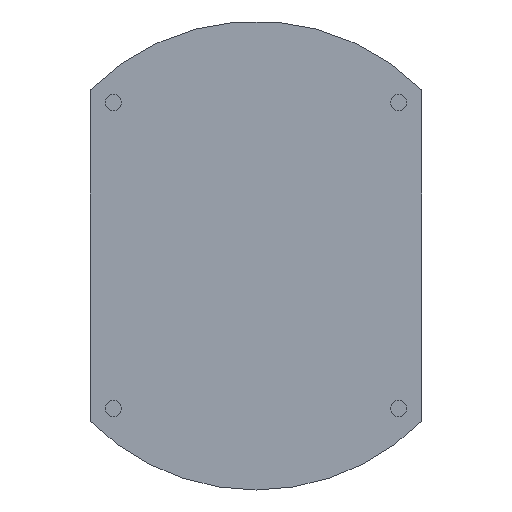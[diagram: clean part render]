
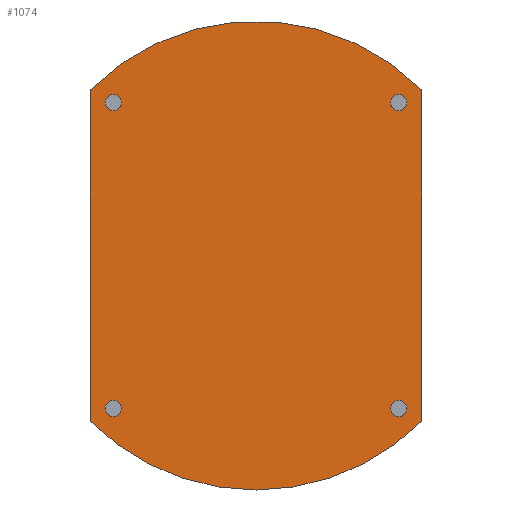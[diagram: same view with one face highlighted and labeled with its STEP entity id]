
A CAD part, front view. The second image highlights one B-rep face of the part: STEP entity #1074.
In plain terms, the highlighted planar face has unit normal (0, -1, 0).
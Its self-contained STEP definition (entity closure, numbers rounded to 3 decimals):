
#10 = ORIENTED_EDGE ( 'NONE', *, *, #654, .F. ) ;
#14 = ORIENTED_EDGE ( 'NONE', *, *, #433, .F. ) ;
#19 = CIRCLE ( 'NONE', #629, 1.6 ) ;
#25 = CARTESIAN_POINT ( 'NONE',  ( -32.5, 0., 0. ) ) ;
#38 = DIRECTION ( 'NONE',  ( 0., -1., 0. ) ) ;
#42 = CARTESIAN_POINT ( 'NONE',  ( 28., 0., 28.4 ) ) ;
#43 = CIRCLE ( 'NONE', #134, 1.6 ) ;
#46 = CIRCLE ( 'NONE', #136, 1.6 ) ;
#52 = DIRECTION ( 'NONE',  ( 0., 0., 1. ) ) ;
#58 = DIRECTION ( 'NONE',  ( 0., 0., 1. ) ) ;
#90 = VERTEX_POINT ( 'NONE', #1128 ) ;
#101 = FACE_BOUND ( 'NONE', #979, .T. ) ;
#106 = VERTEX_POINT ( 'NONE', #118 ) ;
#118 = CARTESIAN_POINT ( 'NONE',  ( 28., 0., 31.6 ) ) ;
#128 = DIRECTION ( 'NONE',  ( 0., 1., 0. ) ) ;
#133 = CIRCLE ( 'NONE', #1153, 1.6 ) ;
#134 = AXIS2_PLACEMENT_3D ( 'NONE', #739, #469, #1152 ) ;
#136 = AXIS2_PLACEMENT_3D ( 'NONE', #430, #978, #797 ) ;
#139 = CARTESIAN_POINT ( 'NONE',  ( 32.5, 0., 0. ) ) ;
#170 = DIRECTION ( 'NONE',  ( 0., 0., -1. ) ) ;
#173 = ORIENTED_EDGE ( 'NONE', *, *, #1013, .T. ) ;
#176 = PLANE ( 'NONE',  #878 ) ;
#185 = CARTESIAN_POINT ( 'NONE',  ( -28., 0., 30. ) ) ;
#186 = DIRECTION ( 'NONE',  ( 0., -1., 0. ) ) ;
#196 = VERTEX_POINT ( 'NONE', #961 ) ;
#204 = ORIENTED_EDGE ( 'NONE', *, *, #246, .T. ) ;
#205 = DIRECTION ( 'NONE',  ( 0., 1., 0. ) ) ;
#206 = AXIS2_PLACEMENT_3D ( 'NONE', #296, #754, #673 ) ;
#223 = EDGE_CURVE ( 'NONE', #106, #714, #46, .T. ) ;
#234 = DIRECTION ( 'NONE',  ( 0., -1., 0. ) ) ;
#239 = CARTESIAN_POINT ( 'NONE',  ( 0., 0., -0.13 ) ) ;
#246 = EDGE_CURVE ( 'NONE', #461, #747, #390, .T. ) ;
#255 = DIRECTION ( 'NONE',  ( 0., 0., 1. ) ) ;
#269 = ORIENTED_EDGE ( 'NONE', *, *, #1104, .F. ) ;
#280 = EDGE_LOOP ( 'NONE', ( #447, #812 ) ) ;
#281 = FACE_BOUND ( 'NONE', #334, .T. ) ;
#296 = CARTESIAN_POINT ( 'NONE',  ( 0., 0., 0.13 ) ) ;
#314 = EDGE_CURVE ( 'NONE', #90, #710, #43, .T. ) ;
#330 = DIRECTION ( 'NONE',  ( 0., 0., 1. ) ) ;
#332 = CARTESIAN_POINT ( 'NONE',  ( 28., 0., -28.4 ) ) ;
#334 = EDGE_LOOP ( 'NONE', ( #632, #10 ) ) ;
#340 = ORIENTED_EDGE ( 'NONE', *, *, #1059, .T. ) ;
#342 = CARTESIAN_POINT ( 'NONE',  ( -32.5, 0., -32.5 ) ) ;
#348 = EDGE_LOOP ( 'NONE', ( #14, #1140 ) ) ;
#349 = DIRECTION ( 'NONE',  ( 0., -1., 0. ) ) ;
#357 = CIRCLE ( 'NONE', #546, 1.6 ) ;
#360 = ORIENTED_EDGE ( 'NONE', *, *, #314, .T. ) ;
#365 = DIRECTION ( 'NONE',  ( 0., 1., 0. ) ) ;
#390 = CIRCLE ( 'NONE', #967, 45.87 ) ;
#392 = VERTEX_POINT ( 'NONE', #980 ) ;
#430 = CARTESIAN_POINT ( 'NONE',  ( 28., 0., 30. ) ) ;
#433 = EDGE_CURVE ( 'NONE', #714, #106, #534, .T. ) ;
#434 = VERTEX_POINT ( 'NONE', #437 ) ;
#437 = CARTESIAN_POINT ( 'NONE',  ( -28., 0., -31.6 ) ) ;
#438 = AXIS2_PLACEMENT_3D ( 'NONE', #1017, #365, #1026 ) ;
#447 = ORIENTED_EDGE ( 'NONE', *, *, #524, .T. ) ;
#450 = FACE_OUTER_BOUND ( 'NONE', #556, .T. ) ;
#461 = VERTEX_POINT ( 'NONE', #342 ) ;
#469 = DIRECTION ( 'NONE',  ( 0., 1., 0. ) ) ;
#493 = DIRECTION ( 'NONE',  ( 0., 0., -1. ) ) ;
#506 = CARTESIAN_POINT ( 'NONE',  ( 28., 0., -30. ) ) ;
#524 = EDGE_CURVE ( 'NONE', #883, #793, #962, .T. ) ;
#534 = CIRCLE ( 'NONE', #635, 1.6 ) ;
#536 = AXIS2_PLACEMENT_3D ( 'NONE', #239, #349, #58 ) ;
#540 = EDGE_CURVE ( 'NONE', #434, #392, #133, .T. ) ;
#546 = AXIS2_PLACEMENT_3D ( 'NONE', #506, #128, #763 ) ;
#556 = EDGE_LOOP ( 'NONE', ( #269, #173, #204, #740, #953 ) ) ;
#571 = LINE ( 'NONE', #139, #704 ) ;
#583 = CARTESIAN_POINT ( 'NONE',  ( -28., 0., 31.6 ) ) ;
#590 = DIRECTION ( 'NONE',  ( 0., 0., 1. ) ) ;
#629 = AXIS2_PLACEMENT_3D ( 'NONE', #185, #639, #820 ) ;
#632 = ORIENTED_EDGE ( 'NONE', *, *, #540, .F. ) ;
#635 = AXIS2_PLACEMENT_3D ( 'NONE', #897, #1060, #255 ) ;
#639 = DIRECTION ( 'NONE',  ( 0., 1., 0. ) ) ;
#645 = CARTESIAN_POINT ( 'NONE',  ( -28., 0., -30. ) ) ;
#654 = EDGE_CURVE ( 'NONE', #392, #434, #875, .T. ) ;
#673 = DIRECTION ( 'NONE',  ( 0., 0., 1. ) ) ;
#681 = EDGE_CURVE ( 'NONE', #793, #883, #357, .T. ) ;
#689 = CARTESIAN_POINT ( 'NONE',  ( 0., 0., 0. ) ) ;
#701 = EDGE_CURVE ( 'NONE', #1160, #913, #571, .T. ) ;
#704 = VECTOR ( 'NONE', #493, 1000. ) ;
#710 = VERTEX_POINT ( 'NONE', #583 ) ;
#714 = VERTEX_POINT ( 'NONE', #42 ) ;
#721 = CIRCLE ( 'NONE', #206, 45.87 ) ;
#739 = CARTESIAN_POINT ( 'NONE',  ( -28., 0., 30. ) ) ;
#740 = ORIENTED_EDGE ( 'NONE', *, *, #789, .T. ) ;
#747 = VERTEX_POINT ( 'NONE', #886 ) ;
#748 = CARTESIAN_POINT ( 'NONE',  ( 32.5, 0., -32.5 ) ) ;
#754 = DIRECTION ( 'NONE',  ( 0., 1., 0. ) ) ;
#763 = DIRECTION ( 'NONE',  ( 0., 0., 1. ) ) ;
#764 = AXIS2_PLACEMENT_3D ( 'NONE', #1132, #38, #52 ) ;
#767 = CARTESIAN_POINT ( 'NONE',  ( 32.5, 0., 32.5 ) ) ;
#782 = VECTOR ( 'NONE', #170, 1000. ) ;
#789 = EDGE_CURVE ( 'NONE', #747, #913, #1096, .T. ) ;
#793 = VERTEX_POINT ( 'NONE', #332 ) ;
#797 = DIRECTION ( 'NONE',  ( 0., 0., 1. ) ) ;
#812 = ORIENTED_EDGE ( 'NONE', *, *, #681, .T. ) ;
#820 = DIRECTION ( 'NONE',  ( 0., 0., 1. ) ) ;
#875 = CIRCLE ( 'NONE', #764, 1.6 ) ;
#878 = AXIS2_PLACEMENT_3D ( 'NONE', #689, #205, #590 ) ;
#883 = VERTEX_POINT ( 'NONE', #900 ) ;
#886 = CARTESIAN_POINT ( 'NONE',  ( 0., 0., -46. ) ) ;
#897 = CARTESIAN_POINT ( 'NONE',  ( 28., 0., 30. ) ) ;
#900 = CARTESIAN_POINT ( 'NONE',  ( 28., 0., -31.6 ) ) ;
#913 = VERTEX_POINT ( 'NONE', #748 ) ;
#932 = FACE_BOUND ( 'NONE', #348, .T. ) ;
#953 = ORIENTED_EDGE ( 'NONE', *, *, #701, .F. ) ;
#961 = CARTESIAN_POINT ( 'NONE',  ( -32.5, 0., 32.5 ) ) ;
#962 = CIRCLE ( 'NONE', #438, 1.6 ) ;
#967 = AXIS2_PLACEMENT_3D ( 'NONE', #981, #234, #330 ) ;
#978 = DIRECTION ( 'NONE',  ( 0., -1., 0. ) ) ;
#979 = EDGE_LOOP ( 'NONE', ( #360, #340 ) ) ;
#980 = CARTESIAN_POINT ( 'NONE',  ( -28., 0., -28.4 ) ) ;
#981 = CARTESIAN_POINT ( 'NONE',  ( 0., 0., -0.13 ) ) ;
#1013 = EDGE_CURVE ( 'NONE', #196, #461, #1110, .T. ) ;
#1017 = CARTESIAN_POINT ( 'NONE',  ( 28., 0., -30. ) ) ;
#1026 = DIRECTION ( 'NONE',  ( 0., 0., 1. ) ) ;
#1059 = EDGE_CURVE ( 'NONE', #710, #90, #19, .T. ) ;
#1060 = DIRECTION ( 'NONE',  ( 0., -1., 0. ) ) ;
#1074 = ADVANCED_FACE ( 'NONE', ( #450, #101, #281, #1170, #932 ), #176, .F. ) ;
#1096 = CIRCLE ( 'NONE', #536, 45.87 ) ;
#1104 = EDGE_CURVE ( 'NONE', #196, #1160, #721, .T. ) ;
#1110 = LINE ( 'NONE', #25, #782 ) ;
#1126 = DIRECTION ( 'NONE',  ( 0., 0., 1. ) ) ;
#1128 = CARTESIAN_POINT ( 'NONE',  ( -28., 0., 28.4 ) ) ;
#1132 = CARTESIAN_POINT ( 'NONE',  ( -28., 0., -30. ) ) ;
#1140 = ORIENTED_EDGE ( 'NONE', *, *, #223, .F. ) ;
#1152 = DIRECTION ( 'NONE',  ( 0., 0., 1. ) ) ;
#1153 = AXIS2_PLACEMENT_3D ( 'NONE', #645, #186, #1126 ) ;
#1160 = VERTEX_POINT ( 'NONE', #767 ) ;
#1170 = FACE_BOUND ( 'NONE', #280, .T. ) ;
